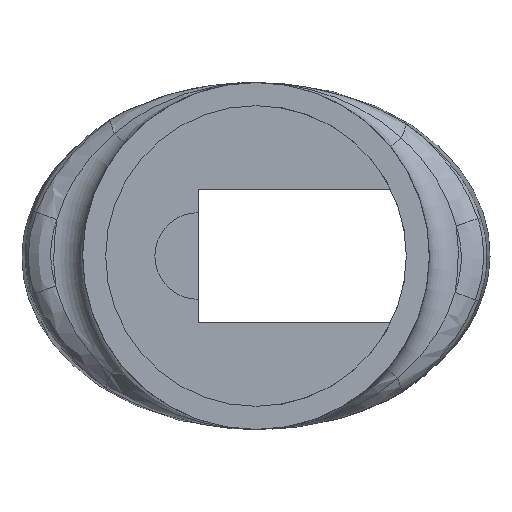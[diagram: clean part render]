
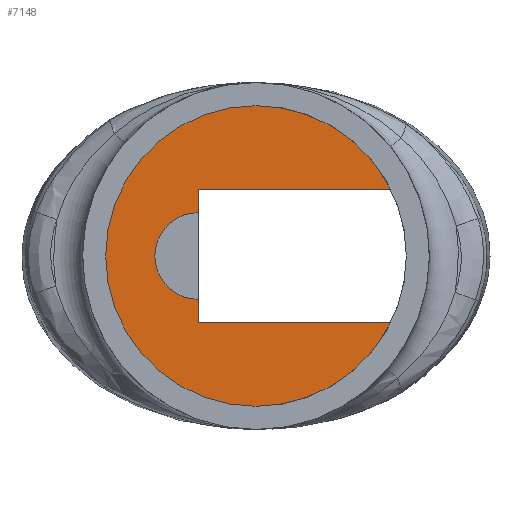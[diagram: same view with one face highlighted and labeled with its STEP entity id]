
A CAD part, front view. The second image highlights one B-rep face of the part: STEP entity #7148.
In plain terms, the highlighted planar face has unit normal (0, -1, 0).
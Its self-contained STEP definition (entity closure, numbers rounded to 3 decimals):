
#52 = CARTESIAN_POINT ( 'NONE',  ( 0., 0., 0. ) ) ;
#142 = DIRECTION ( 'NONE',  ( 0., -1., 0. ) ) ;
#222 = CIRCLE ( 'NONE', #7649, 26. ) ;
#304 = EDGE_CURVE ( 'NONE', #5608, #4475, #3959, .T. ) ;
#365 = DIRECTION ( 'NONE',  ( 0., 0., -1. ) ) ;
#398 = CARTESIAN_POINT ( 'NONE',  ( 0., 0., 0. ) ) ;
#683 = ORIENTED_EDGE ( 'NONE', *, *, #1400, .F. ) ;
#696 = EDGE_CURVE ( 'NONE', #1909, #4475, #6948, .T. ) ;
#753 = FACE_OUTER_BOUND ( 'NONE', #3628, .T. ) ;
#894 = EDGE_CURVE ( 'NONE', #1835, #3969, #5795, .T. ) ;
#961 = VECTOR ( 'NONE', #6242, 1000. ) ;
#1012 = CARTESIAN_POINT ( 'NONE',  ( 0., 0., -11.5 ) ) ;
#1400 = EDGE_CURVE ( 'NONE', #7090, #5010, #4417, .T. ) ;
#1419 = ORIENTED_EDGE ( 'NONE', *, *, #304, .F. ) ;
#1572 = AXIS2_PLACEMENT_3D ( 'NONE', #7438, #142, #2574 ) ;
#1598 = VECTOR ( 'NONE', #1906, 1000. ) ;
#1652 = DIRECTION ( 'NONE',  ( -1., 0., 0. ) ) ;
#1685 = EDGE_CURVE ( 'NONE', #3969, #7150, #6453, .T. ) ;
#1729 = DIRECTION ( 'NONE',  ( 0., 0., -1. ) ) ;
#1822 = CARTESIAN_POINT ( 'NONE',  ( -10., 0., 11.5 ) ) ;
#1835 = VERTEX_POINT ( 'NONE', #5560 ) ;
#1858 = PLANE ( 'NONE',  #1572 ) ;
#1906 = DIRECTION ( 'NONE',  ( -1., 0., 0. ) ) ;
#1909 = VERTEX_POINT ( 'NONE', #1945 ) ;
#1945 = CARTESIAN_POINT ( 'NONE',  ( -10., 0., -11.5 ) ) ;
#2106 = CARTESIAN_POINT ( 'NONE',  ( -10., 0., 0. ) ) ;
#2259 = CARTESIAN_POINT ( 'NONE',  ( 0., 0., -26. ) ) ;
#2490 = CARTESIAN_POINT ( 'NONE',  ( 0., 0., 11.5 ) ) ;
#2555 = EDGE_CURVE ( 'NONE', #5608, #5010, #4226, .T. ) ;
#2574 = DIRECTION ( 'NONE',  ( 0., 0., -1. ) ) ;
#2651 = CARTESIAN_POINT ( 'NONE',  ( -10., 0., -7.5 ) ) ;
#2678 = DIRECTION ( 'NONE',  ( 0., -1., 0. ) ) ;
#3250 = CARTESIAN_POINT ( 'NONE',  ( -10., 0., 0. ) ) ;
#3485 = DIRECTION ( 'NONE',  ( 0., 0., -1. ) ) ;
#3545 = ORIENTED_EDGE ( 'NONE', *, *, #7912, .T. ) ;
#3628 = EDGE_LOOP ( 'NONE', ( #1419, #7565, #683, #6651, #7045, #5302, #3545, #8010 ) ) ;
#3826 = AXIS2_PLACEMENT_3D ( 'NONE', #4035, #5945, #3485 ) ;
#3959 = CIRCLE ( 'NONE', #4349, 7.5 ) ;
#3969 = VERTEX_POINT ( 'NONE', #2259 ) ;
#4035 = CARTESIAN_POINT ( 'NONE',  ( 0., 0., 0. ) ) ;
#4226 = LINE ( 'NONE', #5380, #961 ) ;
#4316 = EDGE_CURVE ( 'NONE', #7090, #1835, #222, .T. ) ;
#4349 = AXIS2_PLACEMENT_3D ( 'NONE', #3250, #2678, #5254 ) ;
#4361 = DIRECTION ( 'NONE',  ( 0., -1., 0. ) ) ;
#4417 = LINE ( 'NONE', #2490, #1598 ) ;
#4475 = VERTEX_POINT ( 'NONE', #2651 ) ;
#4487 = VECTOR ( 'NONE', #6385, 1000. ) ;
#4755 = AXIS2_PLACEMENT_3D ( 'NONE', #52, #4361, #1729 ) ;
#5010 = VERTEX_POINT ( 'NONE', #1822 ) ;
#5254 = DIRECTION ( 'NONE',  ( 0., 0., -1. ) ) ;
#5302 = ORIENTED_EDGE ( 'NONE', *, *, #1685, .T. ) ;
#5380 = CARTESIAN_POINT ( 'NONE',  ( -10., 0., 0. ) ) ;
#5560 = CARTESIAN_POINT ( 'NONE',  ( 0., 0., 26. ) ) ;
#5608 = VERTEX_POINT ( 'NONE', #6694 ) ;
#5795 = CIRCLE ( 'NONE', #3826, 26. ) ;
#5945 = DIRECTION ( 'NONE',  ( 0., -1., 0. ) ) ;
#6242 = DIRECTION ( 'NONE',  ( 0., 0., 1. ) ) ;
#6254 = CARTESIAN_POINT ( 'NONE',  ( 23.318, 0., -11.5 ) ) ;
#6385 = DIRECTION ( 'NONE',  ( 0., 0., 1. ) ) ;
#6453 = CIRCLE ( 'NONE', #4755, 26. ) ;
#6651 = ORIENTED_EDGE ( 'NONE', *, *, #4316, .T. ) ;
#6694 = CARTESIAN_POINT ( 'NONE',  ( -10., 0., 7.5 ) ) ;
#6948 = LINE ( 'NONE', #2106, #4487 ) ;
#7045 = ORIENTED_EDGE ( 'NONE', *, *, #894, .T. ) ;
#7090 = VERTEX_POINT ( 'NONE', #7096 ) ;
#7096 = CARTESIAN_POINT ( 'NONE',  ( 23.318, 0., 11.5 ) ) ;
#7148 = ADVANCED_FACE ( 'NONE', ( #753 ), #1858, .T. ) ;
#7150 = VERTEX_POINT ( 'NONE', #6254 ) ;
#7438 = CARTESIAN_POINT ( 'NONE',  ( 0., 0., 0. ) ) ;
#7441 = LINE ( 'NONE', #1012, #7978 ) ;
#7565 = ORIENTED_EDGE ( 'NONE', *, *, #2555, .T. ) ;
#7649 = AXIS2_PLACEMENT_3D ( 'NONE', #398, #7869, #365 ) ;
#7869 = DIRECTION ( 'NONE',  ( 0., -1., 0. ) ) ;
#7912 = EDGE_CURVE ( 'NONE', #7150, #1909, #7441, .T. ) ;
#7978 = VECTOR ( 'NONE', #1652, 1000. ) ;
#8010 = ORIENTED_EDGE ( 'NONE', *, *, #696, .T. ) ;
